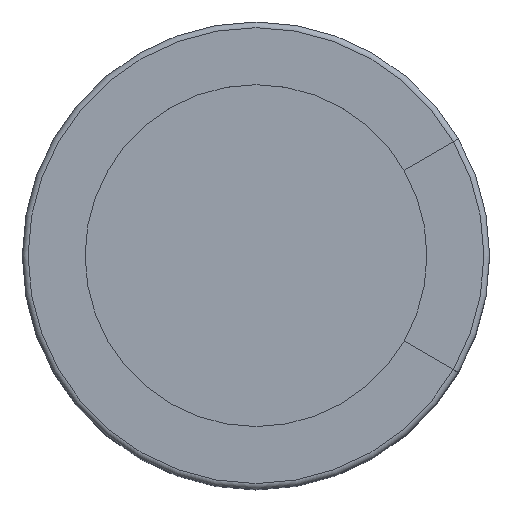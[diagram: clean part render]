
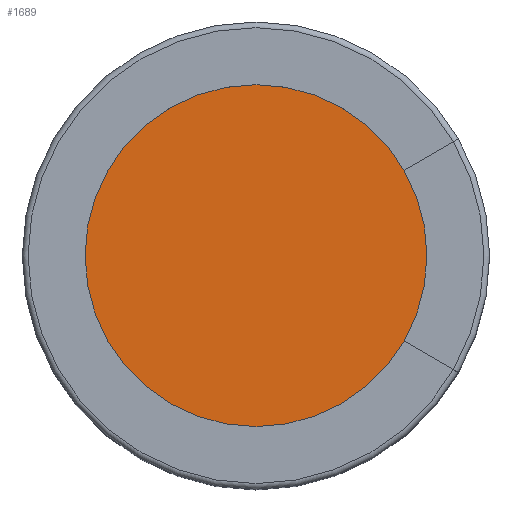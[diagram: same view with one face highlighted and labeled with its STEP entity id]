
A CAD part, top view. The second image highlights one B-rep face of the part: STEP entity #1689.
In plain terms, the highlighted planar face has unit normal (0, 0, 1).
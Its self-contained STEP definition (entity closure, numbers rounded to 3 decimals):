
#1488 = EDGE_CURVE('',#1489,#1489,#1491,.T.);
#1489 = VERTEX_POINT('',#1490);
#1490 = CARTESIAN_POINT('',(3.9,0.,9.7));
#1491 = SURFACE_CURVE('',#1492,(#1497,#1531),.PCURVE_S1.);
#1492 = CIRCLE('',#1493,3.9);
#1493 = AXIS2_PLACEMENT_3D('',#1494,#1495,#1496);
#1494 = CARTESIAN_POINT('',(0.,0.,9.7));
#1495 = DIRECTION('',(0.,0.,-1.));
#1496 = DIRECTION('',(-1.,0.,0.));
#1497 = PCURVE('',#1498,#1503);
#1498 = TOROIDAL_SURFACE('',#1499,3.9,0.1);
#1499 = AXIS2_PLACEMENT_3D('',#1500,#1501,#1502);
#1500 = CARTESIAN_POINT('',(0.,0.,9.6));
#1501 = DIRECTION('',(0.,0.,-1.));
#1502 = DIRECTION('',(-1.,0.,0.));
#1503 = DEFINITIONAL_REPRESENTATION('',(#1504),#1530);
#1504 = B_SPLINE_CURVE_WITH_KNOTS('',3,(#1505,#1506,#1507,#1508,#1509,
    #1510,#1511,#1512,#1513,#1514,#1515,#1516,#1517,#1518,#1519,#1520,
    #1521,#1522,#1523,#1524,#1525,#1526,#1527,#1528,#1529),
  .UNSPECIFIED.,.F.,.F.,(4,1,1,1,1,1,1,1,1,1,1,1,1,1,1,1,1,1,1,1,1,1,4),
  (3.142,3.427,3.713,3.998,
    4.284,4.57,4.855,5.141,
    5.426,5.712,5.998,6.283,
    6.569,6.854,7.14,7.426,
    7.711,7.997,8.282,8.568,
    8.854,9.139,9.425),.UNSPECIFIED.);
#1505 = CARTESIAN_POINT('',(3.142,4.712));
#1506 = CARTESIAN_POINT('',(3.237,4.712));
#1507 = CARTESIAN_POINT('',(3.427,4.712));
#1508 = CARTESIAN_POINT('',(3.713,4.712));
#1509 = CARTESIAN_POINT('',(3.998,4.712));
#1510 = CARTESIAN_POINT('',(4.284,4.712));
#1511 = CARTESIAN_POINT('',(4.57,4.712));
#1512 = CARTESIAN_POINT('',(4.855,4.712));
#1513 = CARTESIAN_POINT('',(5.141,4.712));
#1514 = CARTESIAN_POINT('',(5.426,4.712));
#1515 = CARTESIAN_POINT('',(5.712,4.712));
#1516 = CARTESIAN_POINT('',(5.998,4.712));
#1517 = CARTESIAN_POINT('',(6.283,4.712));
#1518 = CARTESIAN_POINT('',(6.569,4.712));
#1519 = CARTESIAN_POINT('',(6.854,4.712));
#1520 = CARTESIAN_POINT('',(7.14,4.712));
#1521 = CARTESIAN_POINT('',(7.426,4.712));
#1522 = CARTESIAN_POINT('',(7.711,4.712));
#1523 = CARTESIAN_POINT('',(7.997,4.712));
#1524 = CARTESIAN_POINT('',(8.282,4.712));
#1525 = CARTESIAN_POINT('',(8.568,4.712));
#1526 = CARTESIAN_POINT('',(8.854,4.712));
#1527 = CARTESIAN_POINT('',(9.139,4.712));
#1528 = CARTESIAN_POINT('',(9.33,4.712));
#1529 = CARTESIAN_POINT('',(9.425,4.712));
#1530 = ( GEOMETRIC_REPRESENTATION_CONTEXT(2) 
PARAMETRIC_REPRESENTATION_CONTEXT() REPRESENTATION_CONTEXT('2D SPACE',''
  ) );
#1531 = PCURVE('',#1532,#1537);
#1532 = PLANE('',#1533);
#1533 = AXIS2_PLACEMENT_3D('',#1534,#1535,#1536);
#1534 = CARTESIAN_POINT('',(0.,0.,9.7));
#1535 = DIRECTION('',(0.,0.,1.));
#1536 = DIRECTION('',(1.,0.,-0.));
#1537 = DEFINITIONAL_REPRESENTATION('',(#1538),#1546);
#1538 = ( BOUNDED_CURVE() B_SPLINE_CURVE(2,(#1539,#1540,#1541,#1542,
#1543,#1544,#1545),.UNSPECIFIED.,.T.,.F.) B_SPLINE_CURVE_WITH_KNOTS((1,2
    ,2,2,2,1),(-2.094,0.,2.094,4.189,
6.283,8.378),.UNSPECIFIED.) CURVE() 
GEOMETRIC_REPRESENTATION_ITEM() RATIONAL_B_SPLINE_CURVE((1.,0.5,1.,0.5,
1.,0.5,1.)) REPRESENTATION_ITEM('') );
#1539 = CARTESIAN_POINT('',(-3.9,0.));
#1540 = CARTESIAN_POINT('',(-3.9,6.755));
#1541 = CARTESIAN_POINT('',(1.95,3.377));
#1542 = CARTESIAN_POINT('',(7.8,0.));
#1543 = CARTESIAN_POINT('',(1.95,-3.377));
#1544 = CARTESIAN_POINT('',(-3.9,-6.755));
#1545 = CARTESIAN_POINT('',(-3.9,0.));
#1546 = ( GEOMETRIC_REPRESENTATION_CONTEXT(2) 
PARAMETRIC_REPRESENTATION_CONTEXT() REPRESENTATION_CONTEXT('2D SPACE',''
  ) );
#1689 = ADVANCED_FACE('',(#1690),#1532,.T.);
#1690 = FACE_BOUND('',#1691,.T.);
#1691 = EDGE_LOOP('',(#1692));
#1692 = ORIENTED_EDGE('',*,*,#1488,.F.);
